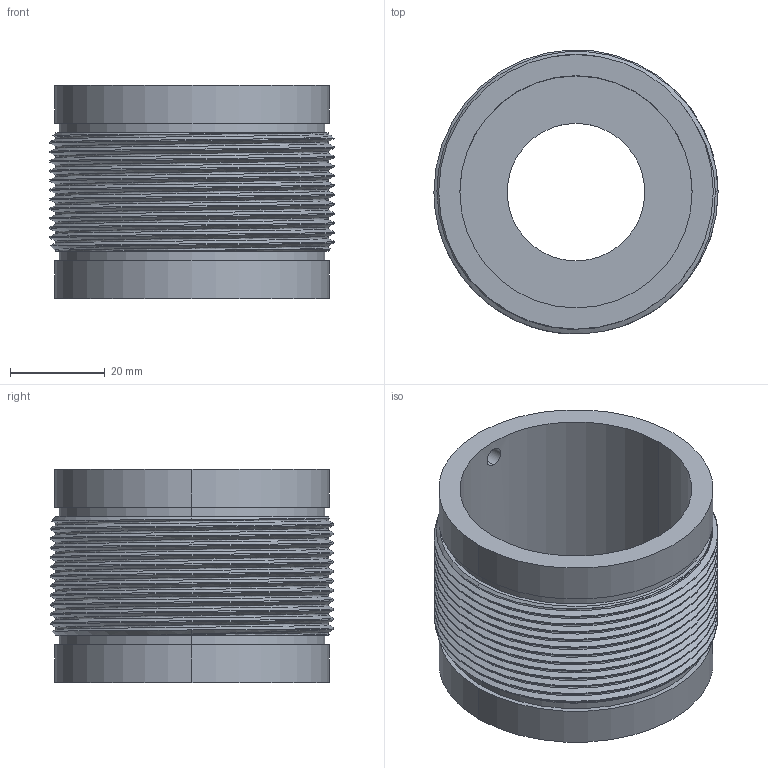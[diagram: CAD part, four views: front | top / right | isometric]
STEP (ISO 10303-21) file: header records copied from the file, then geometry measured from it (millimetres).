
FILE_DESCRIPTION (( 'STEP AP214' ), '1' );
FILE_NAME ('magnet_holder.STEP', '2018-04-17T23:16:25', ( '' ), ( '' ), 'SwSTEP 2.0', 'SolidWorks 2016', '' );
FILE_SCHEMA (( 'AUTOMOTIVE_DESIGN' ));
Length unit declared in the file: millimetre
Products named in the file (1): magnet_holder
Bounding box: 60 x 59.91 x 45 mm (x, y, z)
Volume: 40825.5 mm3; surface area: 22545.5 mm2
Topology: 1 solids, 1 shells, 53 faces, 138 edges, 92 vertices
Faces by surface type: cylinder 37, plane 7, cone 6, bspline 3
Entity records: 5059 total; most frequent: CARTESIAN_POINT 3875, ORIENTED_EDGE 276, DIRECTION 202, EDGE_CURVE 138, VERTEX_POINT 92, AXIS2_PLACEMENT_3D 81, EDGE_LOOP 62, ADVANCED_FACE 53
